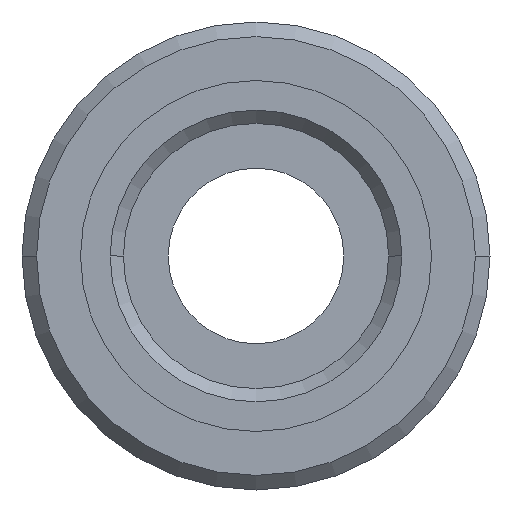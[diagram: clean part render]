
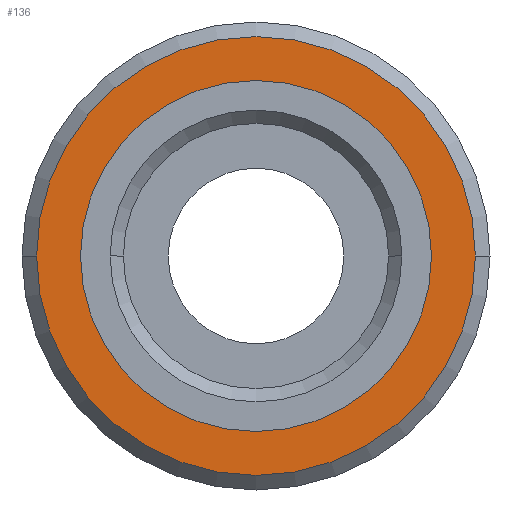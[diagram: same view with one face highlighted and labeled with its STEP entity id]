
A CAD part, front view. The second image highlights one B-rep face of the part: STEP entity #136.
In plain terms, the highlighted planar face has unit normal (0, -1, 0).
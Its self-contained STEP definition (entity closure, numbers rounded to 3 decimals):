
#136=ADVANCED_FACE('',(#317,#318),#319,.T.);
#317=FACE_BOUND('',#548,.T.);
#318=FACE_OUTER_BOUND('',#549,.T.);
#319=PLANE('',#550);
#548=EDGE_LOOP('',(#878,#879));
#549=EDGE_LOOP('',(#880,#881));
#550=AXIS2_PLACEMENT_3D('',#882,#883,#884);
#878=ORIENTED_EDGE('',*,*,#1364,.T.);
#879=ORIENTED_EDGE('',*,*,#1289,.T.);
#880=ORIENTED_EDGE('',*,*,#1365,.F.);
#881=ORIENTED_EDGE('',*,*,#1342,.F.);
#882=CARTESIAN_POINT('',(5.625,0.1,0.0));
#883=DIRECTION('',(-0.0,-1.0,-0.0));
#884=DIRECTION('',(-1.0,0.0,0.0));
#1289=EDGE_CURVE('',#1511,#1515,#1517,.T.);
#1342=EDGE_CURVE('',#1605,#1600,#1607,.T.);
#1364=EDGE_CURVE('',#1515,#1511,#1636,.T.);
#1365=EDGE_CURVE('',#1600,#1605,#1637,.T.);
#1511=VERTEX_POINT('',#1815);
#1515=VERTEX_POINT('',#1820);
#1517=CIRCLE('',#1823,9.0);
#1600=VERTEX_POINT('',#1916);
#1605=VERTEX_POINT('',#1922);
#1607=CIRCLE('',#1925,11.25);
#1636=CIRCLE('',#1960,9.0);
#1637=CIRCLE('',#1961,11.25);
#1815=CARTESIAN_POINT('',(9.0,0.1,0.));
#1820=CARTESIAN_POINT('',(-9.0,0.1,0.));
#1823=AXIS2_PLACEMENT_3D('',#2159,#2160,#2161);
#1916=CARTESIAN_POINT('',(11.25,0.1,0.0));
#1922=CARTESIAN_POINT('',(-11.25,0.1,0.));
#1925=AXIS2_PLACEMENT_3D('',#2261,#2262,#2263);
#1960=AXIS2_PLACEMENT_3D('',#2294,#2295,#2296);
#1961=AXIS2_PLACEMENT_3D('',#2297,#2298,#2299);
#2159=CARTESIAN_POINT('',(0.0,0.1,0.0));
#2160=DIRECTION('',(-0.0,1.0,0.0));
#2161=DIRECTION('',(1.0,0.0,0.0));
#2261=CARTESIAN_POINT('',(0.0,0.1,0.0));
#2262=DIRECTION('',(-0.0,1.0,0.0));
#2263=DIRECTION('',(1.0,0.0,0.0));
#2294=CARTESIAN_POINT('',(0.0,0.1,0.0));
#2295=DIRECTION('',(-0.0,1.0,0.0));
#2296=DIRECTION('',(1.0,0.0,0.0));
#2297=CARTESIAN_POINT('',(0.0,0.1,0.0));
#2298=DIRECTION('',(-0.0,1.0,0.0));
#2299=DIRECTION('',(1.0,0.0,0.0));
